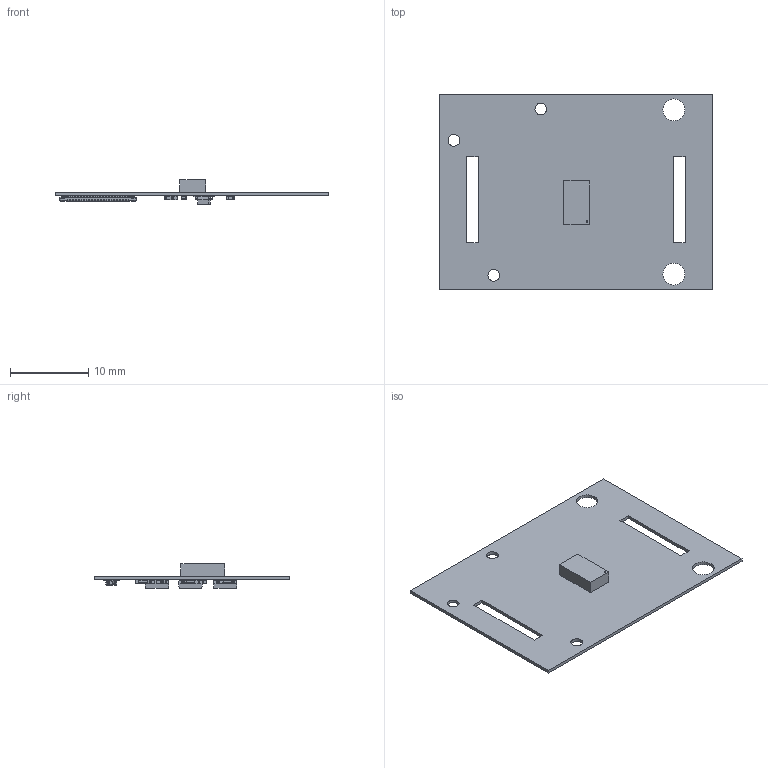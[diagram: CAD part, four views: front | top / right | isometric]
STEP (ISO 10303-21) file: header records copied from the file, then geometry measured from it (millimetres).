
FILE_DESCRIPTION(('Open CASCADE Model'),'2;1');
FILE_NAME('Open CASCADE Shape Model','2021-07-12T15:18:55',('Author'),( 'Open CASCADE'),'Open CASCADE STEP processor 6.8','Open CASCADE 6.8' ,'Unknown');
FILE_SCHEMA(('AUTOMOTIVE_DESIGN { 1 0 10303 214 1 1 1 1 }'));
Length unit declared in the file: millimetre
Products named in the file (28): PCB; Board; Open CASCADE STEP translator 6.8 1.1.1; J1; axe640124; U1; SOT-23-5; R7; RES_1005-0402; R5; R4; R3; R2; R1; RES1608; Q2; SOT-23; Q1; C7; C0402; C6; C5; C4; C3; C2; C1; U2; 21-1048_F143A5+1_MXM
Assembly tree (38 placements, depth 3):
  PCB
    Board
      Open CASCADE STEP translator 6.8 1.1.1
    J1
      axe640124
    U1
      SOT-23-5
    R7
      RES_1005-0402
    R5
      RES_1005-0402
    R4
      RES_1005-0402
    R3
      RES_1005-0402
    R2
      RES_1005-0402
    R1
      RES1608
    Q2
      SOT-23
    Q1
      SOT-23
    C7
      C0402
    C6
      C0402
    C5
      C0402
    C4
      C0402
    C3
      C0402
    C2
      C0402
    C1
      C0402
    U2
      21-1048_F143A5+1_MXM
Bounding box: 35 x 25 x 3.12 mm (x, y, z)
Volume: 388.8 mm3; surface area: 1966.4 mm2
Topology: 49 solids, 49 shells, 2214 faces, 5564 edges, 3432 vertices
Faces by surface type: plane 1314, bspline 386, cylinder 380, sphere 126, cone 4, torus 4
Full cylindrical faces by diameter (mm): 0.165 x1, 1.5 x3, 2.8 x2
Entity records: 47184 total; most frequent: CARTESIAN_POINT 11361, ORIENTED_EDGE 7042, DIRECTION 5933, EDGE_CURVE 3521, LINE 2665, VECTOR 2665, VERTEX_POINT 2256, AXIS2_PLACEMENT_3D 1634
